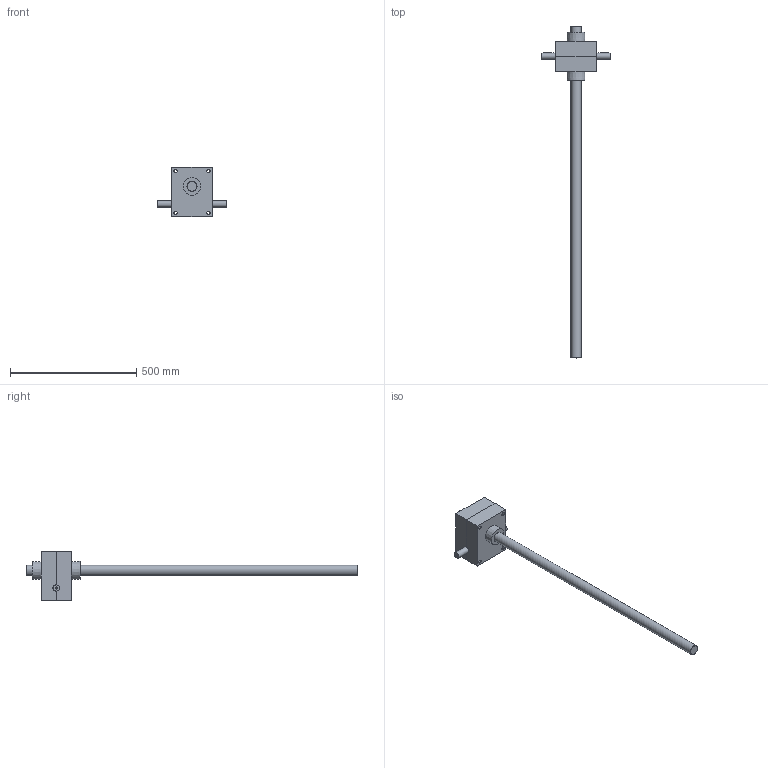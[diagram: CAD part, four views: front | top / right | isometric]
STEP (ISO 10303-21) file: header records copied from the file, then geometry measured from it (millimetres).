
FILE_DESCRIPTION( ( 'STEP AP214' ), ' ' );
FILE_NAME( 'TP740110001_111.stp', '2017-08-20T14:02:47', ( '' ), ( '' ), ' ', 'PARTsolutions', ' ' );
FILE_SCHEMA( ( 'AUTOMOTIVE_DESIGN { 1 0 10303 214 1 1 1 1 }' ) );
Length unit declared in the file: millimetre
Products named in the file (4): TP740110001_111; _TP7401-case; _TP740-shaft; _TP7401000-spindle 1 1
Assembly tree (4 placements, depth 2):
  TP740110001_111
    _TP7401-case
    _TP740-shaft  x2
    _TP7401000-spindle 1 1
Bounding box: 270 x 1315 x 195 mm (x, y, z)
Volume: 5467082.9 mm3; surface area: 401859 mm2
Topology: 4 solids, 4 shells, 49 faces, 108 edges, 69 vertices
Faces by surface type: plane 24, cylinder 15, cone 10
Full cylindrical faces by diameter (mm): 6.647 x2, 13 x4, 25 x3, 33 x1, 40 x1
Entity records: 1394 total; most frequent: CARTESIAN_POINT 218, DIRECTION 178, ORIENTED_EDGE 126, AXIS2_PLACEMENT_3D 74, EDGE_LOOP 68, EDGE_CURVE 63, VERTEX_POINT 50, FACE_OUTER_BOUND 47
